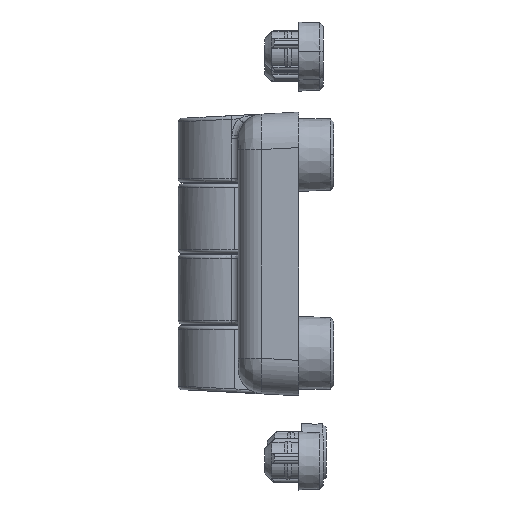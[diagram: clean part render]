
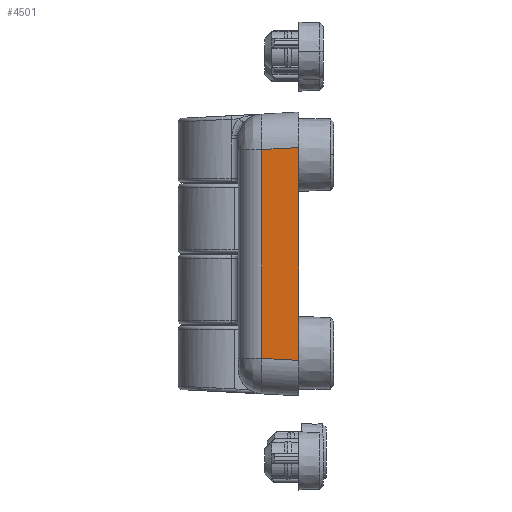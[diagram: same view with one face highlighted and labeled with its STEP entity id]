
A CAD part, left-side view. The second image highlights one B-rep face of the part: STEP entity #4501.
In plain terms, the highlighted planar face has unit normal (-0.999, 0.052, 0).
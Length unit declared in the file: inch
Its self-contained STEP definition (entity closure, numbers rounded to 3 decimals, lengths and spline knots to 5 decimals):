
#1783 = ORIENTED_EDGE ( 'NONE', *, *, #3774, .F. ) ;
#3494 = VERTEX_POINT ( 'NONE', #9778 ) ;
#3774 = EDGE_CURVE ( 'NONE', #10045, #26925, #18427, .T. ) ;
#4501 = ADVANCED_FACE ( 'NONE', ( #20758 ), #16731, .T. ) ;
#5037 = CARTESIAN_POINT ( 'NONE',  ( -2.02088, -0.29215, -0.57993 ) ) ;
#6464 = LINE ( 'NONE', #20409, #14630 ) ;
#7112 = AXIS2_PLACEMENT_3D ( 'NONE', #32101, #13762, #35162 ) ;
#8459 = DIRECTION ( 'NONE',  ( 0., 0., 1. ) ) ;
#9778 = CARTESIAN_POINT ( 'NONE',  ( -2.02088, -0.29215, 0.58032 ) ) ;
#10045 = VERTEX_POINT ( 'NONE', #30862 ) ;
#11405 = CARTESIAN_POINT ( 'NONE',  ( -2.02088, -0.29215, -0.7872 ) ) ;
#11542 = EDGE_LOOP ( 'NONE', ( #1783, #31039, #14920, #27021 ) ) ;
#13762 = DIRECTION ( 'NONE',  ( -0.999, 0.052, 0. ) ) ;
#14630 = VECTOR ( 'NONE', #38735, 39.37008 ) ;
#14920 = ORIENTED_EDGE ( 'NONE', *, *, #31933, .T. ) ;
#15918 = VECTOR ( 'NONE', #8459, 39.37008 ) ;
#16731 = PLANE ( 'NONE',  #7112 ) ;
#16890 = LINE ( 'NONE', #35892, #15918 ) ;
#17225 = CARTESIAN_POINT ( 'NONE',  ( -2.03158, -0.49621, 0.59102 ) ) ;
#18427 = LINE ( 'NONE', #30104, #33802 ) ;
#20409 = CARTESIAN_POINT ( 'NONE',  ( -2.03158, -0.49621, 0.59102 ) ) ;
#20758 = FACE_OUTER_BOUND ( 'NONE', #11542, .T. ) ;
#23589 = DIRECTION ( 'NONE',  ( 0.052, 0.997, 0.052 ) ) ;
#26925 = VERTEX_POINT ( 'NONE', #5037 ) ;
#27021 = ORIENTED_EDGE ( 'NONE', *, *, #33867, .F. ) ;
#29752 = DIRECTION ( 'NONE',  ( 0., 0., 1. ) ) ;
#30104 = CARTESIAN_POINT ( 'NONE',  ( -2.02862, -0.43988, -0.58767 ) ) ;
#30862 = CARTESIAN_POINT ( 'NONE',  ( -2.03158, -0.49621, -0.59062 ) ) ;
#31039 = ORIENTED_EDGE ( 'NONE', *, *, #37705, .T. ) ;
#31227 = LINE ( 'NONE', #11405, #37455 ) ;
#31933 = EDGE_CURVE ( 'NONE', #34764, #3494, #6464, .T. ) ;
#32101 = CARTESIAN_POINT ( 'NONE',  ( -2.03158, -0.49621, -0.7872 ) ) ;
#33802 = VECTOR ( 'NONE', #23589, 39.37008 ) ;
#33867 = EDGE_CURVE ( 'NONE', #26925, #3494, #31227, .T. ) ;
#34764 = VERTEX_POINT ( 'NONE', #17225 ) ;
#35162 = DIRECTION ( 'NONE',  ( -0.052, -0.999, 0. ) ) ;
#35892 = CARTESIAN_POINT ( 'NONE',  ( -2.03158, -0.49621, -0.7872 ) ) ;
#37455 = VECTOR ( 'NONE', #29752, 39.37008 ) ;
#37705 = EDGE_CURVE ( 'NONE', #10045, #34764, #16890, .T. ) ;
#38735 = DIRECTION ( 'NONE',  ( 0.052, 0.997, -0.052 ) ) ;
